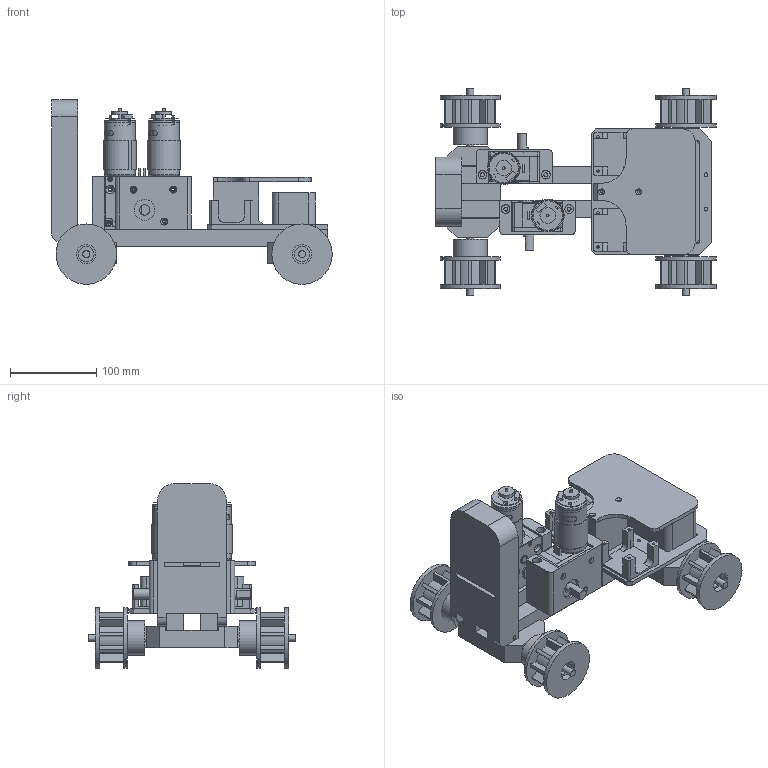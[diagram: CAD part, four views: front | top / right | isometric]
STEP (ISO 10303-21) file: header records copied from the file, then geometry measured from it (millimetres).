
FILE_DESCRIPTION(/* description */ (''),/* implementation_level */ '2;1');
FILE_NAME(/* name */ 'bca34d38-168b-4d9e-86dc-f5ad8dceaf24.stp',/* time_stamp */ '2020-10-07T16:23:47+00:00',/* author */ (''),/* organization */ (''),/* preprocessor_version */ 'ST-DEVELOPER v18.1',/* originating_system */ 'Autodesk Translation Framework v9.3.0.1241',/* authorisation */ '');
FILE_SCHEMA (('AUTOMOTIVE_DESIGN { 1 0 10303 214 3 1 1 }'));
Length unit declared in the file: millimetre
Products named in the file (9): vehicle03; GR-WM2 Standard Shaft 2019 Version v10; WM2 Gearbox v6; GR-WM2 Standard Shaft 2019 Version v10_1; Short Shaft v2; WM2 Gearbox v6_1; M3 Screw v3; M3 Screw Long v2; GR-EP-36 Motor v4
Assembly tree (20 placements, depth 4):
  vehicle03
    GR-WM2 Standard Shaft 2019 Version v10
      Short Shaft v2
      WM2 Gearbox v6
        M3 Screw v3  x4
        M3 Screw Long v2  x2
      GR-EP-36 Motor v4
    GR-WM2 Standard Shaft 2019 Version v10_1
      Short Shaft v2
      WM2 Gearbox v6_1
        M3 Screw v3  x4
        M3 Screw Long v2  x2
      GR-EP-36 Motor v4
Bounding box: 325 x 240 x 214 mm (x, y, z)
Volume: 2255582.7 mm3; surface area: 569401 mm2
Topology: 70 solids, 70 shells, 1184 faces, 2820 edges, 1856 vertices
Faces by surface type: plane 728, cylinder 396, cone 58, torus 2
Full cylindrical faces by diameter (mm): 2.075 x4, 2.5 x2, 2.529 x4, 2.8 x12, 2.927 x12, 3 x6, 3.332 x10, 3.5 x8, 4.032 x6, 4.2 x4, 4.5 x22, 5 x12, 5.5 x4, 7.5 x8, 8 x10, 8.5 x2, 10 x16, 12 x2, 18 x8, 22 x4, 22.5 x8, 24 x8, 30 x2, 34 x4, 36 x2, 40 x2, 70 x8
Entity records: 25845 total; most frequent: DIRECTION 4536, CARTESIAN_POINT 4440, ORIENTED_EDGE 4104, EDGE_CURVE 2052, AXIS2_PLACEMENT_3D 1595, VERTEX_POINT 1351, LINE 1346, VECTOR 1346
